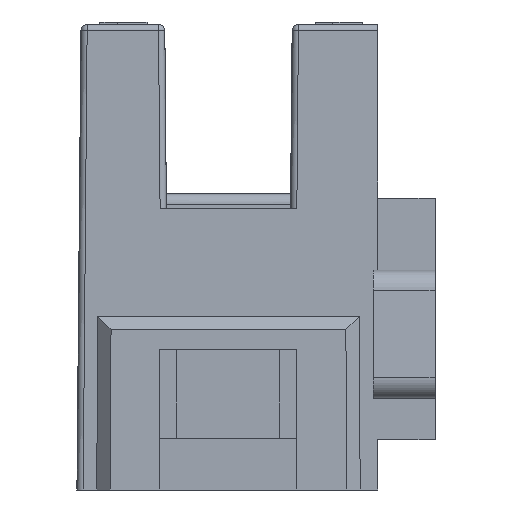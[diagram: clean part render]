
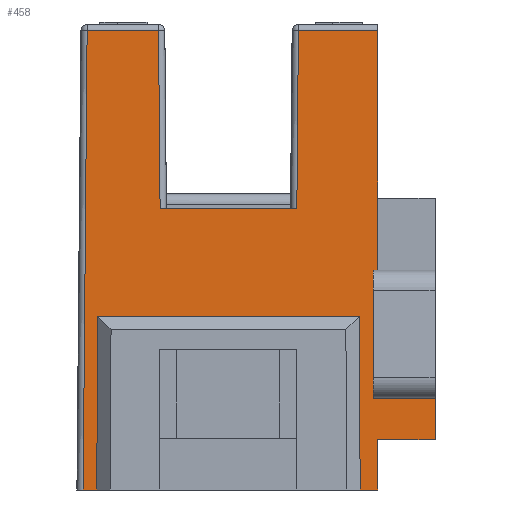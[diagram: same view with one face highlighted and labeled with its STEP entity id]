
A CAD part, front view. The second image highlights one B-rep face of the part: STEP entity #458.
In plain terms, the highlighted planar face has unit normal (0, -1, 0.009).
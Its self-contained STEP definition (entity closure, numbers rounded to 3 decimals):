
#458=ADVANCED_FACE('',(#825),#662,.T.);
#662=PLANE('',#4181);
#825=FACE_OUTER_BOUND('',#1018,.T.);
#1018=EDGE_LOOP('',(#2264,#2265,#2266,#2267,#2268,#2269,#2270,#2271,#2272,
#2273,#2274,#2275,#2276,#2277,#2278,#2279,#2280));
#1246=LINE('',#5470,#1711);
#1298=LINE('',#5587,#1763);
#1317=LINE('',#5633,#1782);
#1318=LINE('',#5636,#1783);
#1319=LINE('',#5638,#1784);
#1320=LINE('',#5640,#1785);
#1321=LINE('',#5642,#1786);
#1322=LINE('',#5644,#1787);
#1323=LINE('',#5646,#1788);
#1324=LINE('',#5648,#1789);
#1325=LINE('',#5649,#1790);
#1326=LINE('',#5651,#1791);
#1327=LINE('',#5652,#1792);
#1328=LINE('',#5654,#1793);
#1329=LINE('',#5656,#1794);
#1330=LINE('',#5658,#1795);
#1331=LINE('',#5660,#1796);
#1711=VECTOR('',#4452,1.);
#1763=VECTOR('',#4528,1.);
#1782=VECTOR('',#4563,1.);
#1783=VECTOR('',#4564,1.);
#1784=VECTOR('',#4565,1.);
#1785=VECTOR('',#4566,1.);
#1786=VECTOR('',#4567,1.);
#1787=VECTOR('',#4568,1.);
#1788=VECTOR('',#4569,1.);
#1789=VECTOR('',#4570,1.);
#1790=VECTOR('',#4571,1.);
#1791=VECTOR('',#4572,1.);
#1792=VECTOR('',#4573,1.);
#1793=VECTOR('',#4574,1.);
#1794=VECTOR('',#4575,1.);
#1795=VECTOR('',#4576,1.);
#1796=VECTOR('',#4577,1.);
#2264=ORIENTED_EDGE('',*,*,#3700,.F.);
#2265=ORIENTED_EDGE('',*,*,#3701,.T.);
#2266=ORIENTED_EDGE('',*,*,#3702,.F.);
#2267=ORIENTED_EDGE('',*,*,#3703,.F.);
#2268=ORIENTED_EDGE('',*,*,#3704,.F.);
#2269=ORIENTED_EDGE('',*,*,#3705,.T.);
#2270=ORIENTED_EDGE('',*,*,#3706,.F.);
#2271=ORIENTED_EDGE('',*,*,#3707,.F.);
#2272=ORIENTED_EDGE('',*,*,#3621,.F.);
#2273=ORIENTED_EDGE('',*,*,#3708,.T.);
#2274=ORIENTED_EDGE('',*,*,#3709,.T.);
#2275=ORIENTED_EDGE('',*,*,#3678,.F.);
#2276=ORIENTED_EDGE('',*,*,#3710,.T.);
#2277=ORIENTED_EDGE('',*,*,#3711,.T.);
#2278=ORIENTED_EDGE('',*,*,#3712,.T.);
#2279=ORIENTED_EDGE('',*,*,#3713,.F.);
#2280=ORIENTED_EDGE('',*,*,#3714,.T.);
#3261=VERTEX_POINT('',#5461);
#3265=VERTEX_POINT('',#5469);
#3318=VERTEX_POINT('',#5586);
#3319=VERTEX_POINT('',#5588);
#3338=VERTEX_POINT('',#5634);
#3339=VERTEX_POINT('',#5635);
#3340=VERTEX_POINT('',#5637);
#3341=VERTEX_POINT('',#5639);
#3342=VERTEX_POINT('',#5641);
#3343=VERTEX_POINT('',#5643);
#3344=VERTEX_POINT('',#5645);
#3345=VERTEX_POINT('',#5647);
#3346=VERTEX_POINT('',#5650);
#3347=VERTEX_POINT('',#5653);
#3348=VERTEX_POINT('',#5655);
#3349=VERTEX_POINT('',#5657);
#3350=VERTEX_POINT('',#5659);
#3621=EDGE_CURVE('',#3265,#3261,#1246,.T.);
#3678=EDGE_CURVE('',#3318,#3319,#1298,.T.);
#3700=EDGE_CURVE('',#3338,#3339,#1317,.T.);
#3701=EDGE_CURVE('',#3338,#3340,#1318,.T.);
#3702=EDGE_CURVE('',#3341,#3340,#1319,.T.);
#3703=EDGE_CURVE('',#3342,#3341,#1320,.T.);
#3704=EDGE_CURVE('',#3343,#3342,#1321,.T.);
#3705=EDGE_CURVE('',#3343,#3344,#1322,.T.);
#3706=EDGE_CURVE('',#3345,#3344,#1323,.T.);
#3707=EDGE_CURVE('',#3261,#3345,#1324,.T.);
#3708=EDGE_CURVE('',#3265,#3346,#1325,.T.);
#3709=EDGE_CURVE('',#3346,#3319,#1326,.T.);
#3710=EDGE_CURVE('',#3318,#3347,#1327,.T.);
#3711=EDGE_CURVE('',#3347,#3348,#1328,.T.);
#3712=EDGE_CURVE('',#3348,#3349,#1329,.T.);
#3713=EDGE_CURVE('',#3350,#3349,#1330,.T.);
#3714=EDGE_CURVE('',#3350,#3339,#1331,.T.);
#4181=AXIS2_PLACEMENT_3D('',#5661,#4578,#4579);
#4452=DIRECTION('',(0.,-0.009,-1.));
#4528=DIRECTION('',(1.,0.,0.));
#4563=DIRECTION('',(-1.,0.,0.));
#4564=DIRECTION('',(0.005,-0.009,-1.));
#4565=DIRECTION('',(-1.,0.,0.));
#4566=DIRECTION('',(0.,-0.009,-1.));
#4567=DIRECTION('',(-1.,0.,0.));
#4568=DIRECTION('',(0.,0.009,1.));
#4569=DIRECTION('',(1.,0.,0.));
#4570=DIRECTION('',(0.,-0.009,-1.));
#4571=DIRECTION('',(-1.,0.,0.));
#4572=DIRECTION('',(-0.009,-0.009,-1.));
#4573=DIRECTION('',(-0.009,0.009,1.));
#4574=DIRECTION('',(-1.,0.,0.));
#4575=DIRECTION('',(-0.009,-0.009,-1.));
#4576=DIRECTION('',(-1.,0.,0.));
#4577=DIRECTION('',(0.005,0.009,1.));
#4578=DIRECTION('',(0.,-1.,0.009));
#4579=DIRECTION('',(0.,-0.009,-1.));
#5461=CARTESIAN_POINT('',(224.216,93.245,-81.3));
#5469=CARTESIAN_POINT('',(224.216,93.316,-73.197));
#5470=CARTESIAN_POINT('',(224.216,93.214,-84.838));
#5586=CARTESIAN_POINT('',(213.679,93.24,-81.83));
#5587=CARTESIAN_POINT('',(123.372,93.24,-81.83));
#5588=CARTESIAN_POINT('',(220.297,93.24,-81.83));
#5633=CARTESIAN_POINT('',(206.987,93.195,-87.013));
#5634=CARTESIAN_POINT('',(223.318,93.195,-87.013));
#5635=CARTESIAN_POINT('',(210.658,93.195,-87.013));
#5636=CARTESIAN_POINT('',(223.287,93.248,-81.015));
#5637=CARTESIAN_POINT('',(223.362,93.122,-95.43));
#5638=CARTESIAN_POINT('',(123.372,93.122,-95.43));
#5639=CARTESIAN_POINT('',(224.216,93.122,-95.43));
#5640=CARTESIAN_POINT('',(224.216,93.214,-84.838));
#5641=CARTESIAN_POINT('',(224.216,93.143,-93.));
#5642=CARTESIAN_POINT('',(216.935,93.143,-93.));
#5643=CARTESIAN_POINT('',(226.988,93.143,-93.));
#5644=CARTESIAN_POINT('',(226.988,93.247,-81.1));
#5645=CARTESIAN_POINT('',(226.988,93.16,-90.999));
#5646=CARTESIAN_POINT('',(40.26,93.16,-90.999));
#5647=CARTESIAN_POINT('',(224.216,93.16,-90.999));
#5648=CARTESIAN_POINT('',(224.216,93.214,-84.838));
#5649=CARTESIAN_POINT('',(219.575,93.316,-73.197));
#5650=CARTESIAN_POINT('',(220.373,93.316,-73.197));
#5651=CARTESIAN_POINT('',(220.303,93.246,-81.212));
#5652=CARTESIAN_POINT('',(213.672,93.247,-81.037));
#5653=CARTESIAN_POINT('',(213.604,93.316,-73.197));
#5654=CARTESIAN_POINT('',(209.851,93.316,-73.197));
#5655=CARTESIAN_POINT('',(210.148,93.316,-73.197));
#5656=CARTESIAN_POINT('',(209.954,93.122,-95.433));
#5657=CARTESIAN_POINT('',(209.954,93.122,-95.43));
#5658=CARTESIAN_POINT('',(123.372,93.122,-95.43));
#5659=CARTESIAN_POINT('',(210.614,93.122,-95.43));
#5660=CARTESIAN_POINT('',(210.689,93.247,-81.119));
#5661=CARTESIAN_POINT('',(206.987,93.247,-81.1));
